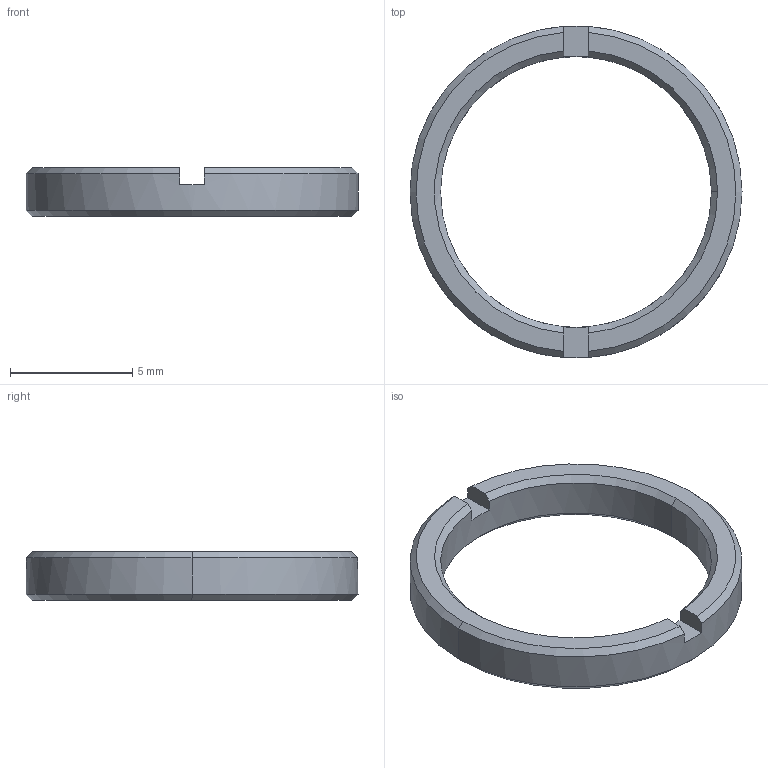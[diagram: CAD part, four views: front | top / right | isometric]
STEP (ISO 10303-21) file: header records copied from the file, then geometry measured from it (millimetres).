
FILE_DESCRIPTION (( 'STEP AP203' ), '1' );
FILE_NAME ('1.8.5.1_ZFK-K05_SM0.5透镜卡环压圈.STEP', '2021-07-10T06:14:21', ( 'China' ), ( 'Home' ), 'SwSTEP 2.0', 'SolidWorks 2018', '' );
FILE_SCHEMA (( 'CONFIG_CONTROL_DESIGN' ));
Length unit declared in the file: millimetre
Products named in the file (1): 1.8.5.1_ZFK-K05_SM0.5透镜卡环压圈
Bounding box: 13.59 x 13.59 x 2 mm (x, y, z)
Volume: 90.4 mm3; surface area: 230.3 mm2
Topology: 1 solids, 1 shells, 23 faces, 60 edges, 38 vertices
Faces by surface type: cone 10, plane 9, cylinder 4
Entity records: 801 total; most frequent: CARTESIAN_POINT 146, DIRECTION 126, ORIENTED_EDGE 120, EDGE_CURVE 60, AXIS2_PLACEMENT_3D 50, VERTEX_POINT 38, VECTOR 26, CIRCLE 26
